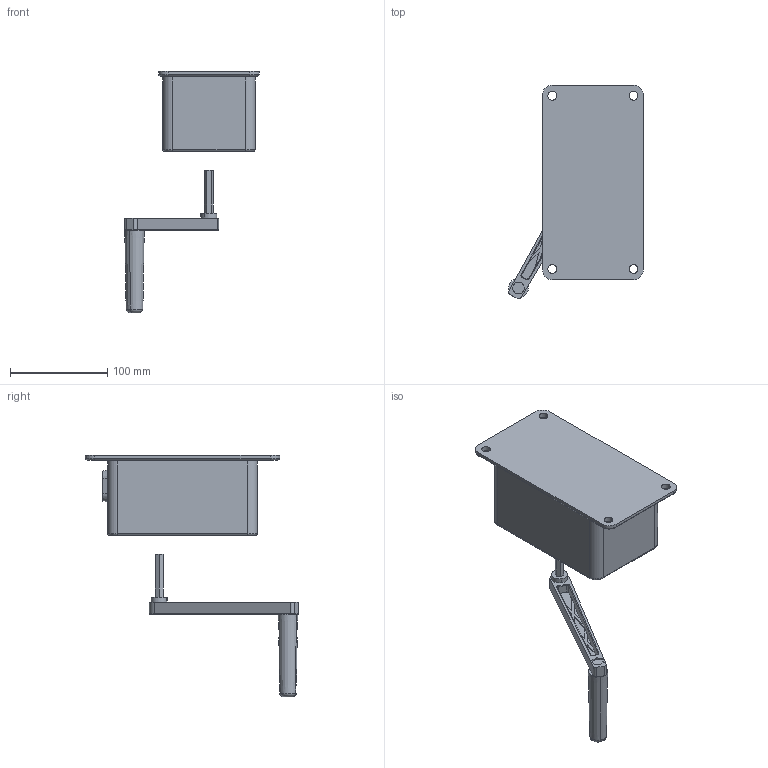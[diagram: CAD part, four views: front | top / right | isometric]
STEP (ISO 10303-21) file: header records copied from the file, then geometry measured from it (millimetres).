
FILE_DESCRIPTION(('Creo Elements/Direct Modeling STEP Export'),'2;1');
FILE_NAME('209018.stp','2016-03-24T 8:37:24',(''),(''),'Creo Elements/Direct Modeling STEP processor for AP214 (Solid Model)','Creo Elements/Direct Modeling 18.1A 09-Jun-2012 (C) Parametric Technology GmbH','');
FILE_SCHEMA(('AUTOMOTIVE_DESIGN { 1 0 10303 214 1 1 1 1 }'));
Length unit declared in the file: millimetre
Products named in the file (3): Kurbelarm; WA100; Handseilwinde_WA100_209018
Assembly tree (2 placements, depth 2):
  Handseilwinde_WA100_209018
    WA100
    Kurbelarm
Bounding box: 138.26 x 219.59 x 248.5 mm (x, y, z)
Volume: 1254330 mm3; surface area: 103116.6 mm2
Topology: 2 solids, 2 shells, 205 faces, 1152 edges, 996 vertices
Faces by surface type: plane 122, cylinder 52, torus 25, cone 6
Entity records: 12094 total; most frequent: CARTESIAN_POINT 2322, ORIENTED_EDGE 2304, DIRECTION 1606, EDGE_CURVE 1152, VERTEX_POINT 996, VECTOR 978, LINE 978, AXIS2_PLACEMENT_3D 314
